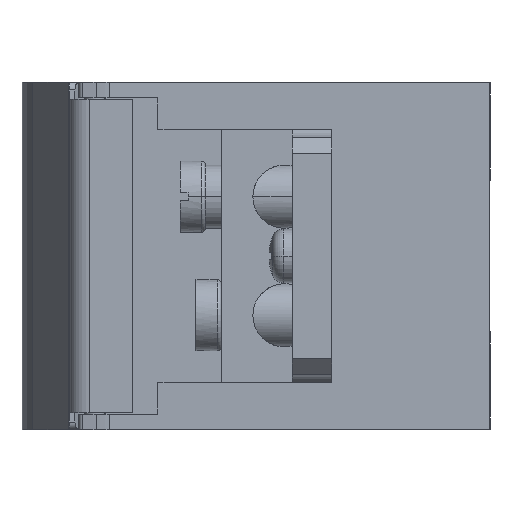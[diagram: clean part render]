
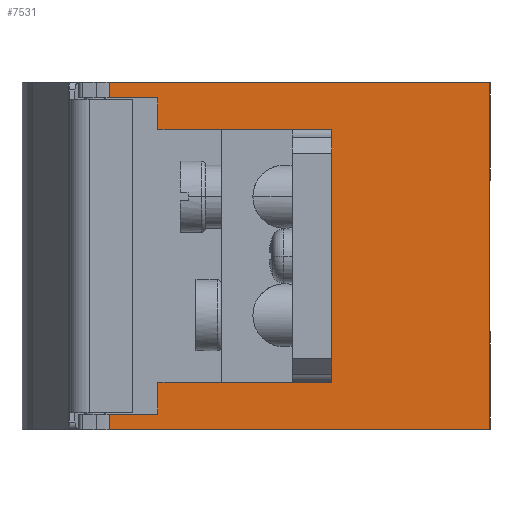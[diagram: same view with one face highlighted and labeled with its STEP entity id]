
A CAD part, left-side view. The second image highlights one B-rep face of the part: STEP entity #7531.
In plain terms, the highlighted planar face has unit normal (-1, 0, 0).
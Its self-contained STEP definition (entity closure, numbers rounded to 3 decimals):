
#1397=DIRECTION('',(0.,0.,1.));
#1398=VECTOR('',#1397,44.);
#1399=CARTESIAN_POINT('',(-21.,0.,-22.));
#1400=LINE('',#1399,#1398);
#1475=DIRECTION('',(0.,0.,1.));
#1476=VECTOR('',#1475,30.);
#1477=CARTESIAN_POINT('',(-21.,20.,-15.));
#1478=LINE('',#1477,#1476);
#1479=DIRECTION('',(0.,1.,0.));
#1480=VECTOR('',#1479,6.172);
#1481=CARTESIAN_POINT('',(-21.,42.,20.));
#1482=LINE('',#1481,#1480);
#1483=DIRECTION('',(0.,0.,1.));
#1484=VECTOR('',#1483,2.);
#1485=CARTESIAN_POINT('',(-21.,48.172,20.));
#1486=LINE('',#1485,#1484);
#1487=DIRECTION('',(0.,-1.,0.));
#1488=VECTOR('',#1487,48.172);
#1489=CARTESIAN_POINT('',(-21.,48.172,22.));
#1490=LINE('',#1489,#1488);
#1491=DIRECTION('',(0.,1.,0.));
#1492=VECTOR('',#1491,48.172);
#1493=CARTESIAN_POINT('',(-21.,0.,-22.));
#1494=LINE('',#1493,#1492);
#1495=DIRECTION('',(0.,-1.,0.));
#1496=VECTOR('',#1495,6.172);
#1497=CARTESIAN_POINT('',(-21.,48.172,-20.));
#1498=LINE('',#1497,#1496);
#1600=DIRECTION('',(0.,0.,-1.));
#1601=VECTOR('',#1600,1.);
#1602=CARTESIAN_POINT('',(-21.,20.,-15.));
#1603=LINE('',#1602,#1601);
#1616=DIRECTION('',(0.,0.,-1.));
#1617=VECTOR('',#1616,1.);
#1618=CARTESIAN_POINT('',(-21.,20.,16.));
#1619=LINE('',#1618,#1617);
#3010=DIRECTION('',(0.,1.,0.));
#3011=VECTOR('',#3010,22.);
#3012=CARTESIAN_POINT('',(-21.,20.,-16.));
#3013=LINE('',#3012,#3011);
#3014=DIRECTION('',(0.,0.,-1.));
#3015=VECTOR('',#3014,4.);
#3016=CARTESIAN_POINT('',(-21.,42.,-16.));
#3017=LINE('',#3016,#3015);
#3279=DIRECTION('',(0.,0.,-1.));
#3280=VECTOR('',#3279,2.);
#3281=CARTESIAN_POINT('',(-21.,48.172,-20.));
#3282=LINE('',#3281,#3280);
#3506=DIRECTION('',(0.,0.,-1.));
#3507=VECTOR('',#3506,4.);
#3508=CARTESIAN_POINT('',(-21.,42.,20.));
#3509=LINE('',#3508,#3507);
#3522=DIRECTION('',(0.,-1.,0.));
#3523=VECTOR('',#3522,22.);
#3524=CARTESIAN_POINT('',(-21.,42.,16.));
#3525=LINE('',#3524,#3523);
#4454=CARTESIAN_POINT('',(-21.,48.172,-22.));
#4455=VERTEX_POINT('',#4454);
#4456=CARTESIAN_POINT('',(-21.,0.,-22.));
#4457=VERTEX_POINT('',#4456);
#4510=CARTESIAN_POINT('',(-21.,48.172,-20.));
#4512=VERTEX_POINT('',#4510);
#4580=CARTESIAN_POINT('',(-21.,48.172,20.));
#4581=VERTEX_POINT('',#4580);
#4583=CARTESIAN_POINT('',(-21.,42.,20.));
#4585=VERTEX_POINT('',#4583);
#4628=CARTESIAN_POINT('',(-21.,0.,22.));
#4629=VERTEX_POINT('',#4628);
#4630=CARTESIAN_POINT('',(-21.,48.172,22.));
#4631=VERTEX_POINT('',#4630);
#4644=CARTESIAN_POINT('',(-21.,42.,-20.));
#4645=VERTEX_POINT('',#4644);
#4646=CARTESIAN_POINT('',(-21.,42.,-16.));
#4647=VERTEX_POINT('',#4646);
#4648=CARTESIAN_POINT('',(-21.,20.,-16.));
#4649=VERTEX_POINT('',#4648);
#4650=CARTESIAN_POINT('',(-21.,42.,16.));
#4651=CARTESIAN_POINT('',(-21.,20.,16.));
#4652=VERTEX_POINT('',#4650);
#4653=VERTEX_POINT('',#4651);
#5510=CARTESIAN_POINT('',(-21.,20.,-15.));
#5511=CARTESIAN_POINT('',(-21.,20.,15.));
#5512=VERTEX_POINT('',#5510);
#5513=VERTEX_POINT('',#5511);
#7499=CARTESIAN_POINT('',(-21.,24.086,0.));
#7500=DIRECTION('',(1.,0.,0.));
#7501=DIRECTION('',(0.,-1.,0.));
#7502=AXIS2_PLACEMENT_3D('',#7499,#7500,#7501);
#7503=PLANE('',#7502);
#7505=ORIENTED_EDGE('',*,*,#7504,.T.);
#7507=ORIENTED_EDGE('',*,*,#7506,.F.);
#7509=ORIENTED_EDGE('',*,*,#7508,.F.);
#7511=ORIENTED_EDGE('',*,*,#7510,.F.);
#7513=ORIENTED_EDGE('',*,*,#7512,.T.);
#7515=ORIENTED_EDGE('',*,*,#7514,.T.);
#7516=ORIENTED_EDGE('',*,*,#6040,.T.);
#7517=ORIENTED_EDGE('',*,*,#7399,.F.);
#7518=ORIENTED_EDGE('',*,*,#6214,.T.);
#7520=ORIENTED_EDGE('',*,*,#7519,.F.);
#7522=ORIENTED_EDGE('',*,*,#7521,.T.);
#7524=ORIENTED_EDGE('',*,*,#7523,.F.);
#7526=ORIENTED_EDGE('',*,*,#7525,.F.);
#7528=ORIENTED_EDGE('',*,*,#7527,.F.);
#7529=EDGE_LOOP('',(#7505,#7507,#7509,#7511,#7513,#7515,#7516,#7517,#7518,#7520,
#7522,#7524,#7526,#7528));
#7530=FACE_OUTER_BOUND('',#7529,.F.);
#6040=EDGE_CURVE('',#4631,#4629,#1490,.T.);
#6214=EDGE_CURVE('',#4457,#4455,#1494,.T.);
#7399=EDGE_CURVE('',#4457,#4629,#1400,.T.);
#7504=EDGE_CURVE('',#5512,#5513,#1478,.T.);
#7506=EDGE_CURVE('',#4653,#5513,#1619,.T.);
#7508=EDGE_CURVE('',#4652,#4653,#3525,.T.);
#7510=EDGE_CURVE('',#4585,#4652,#3509,.T.);
#7512=EDGE_CURVE('',#4585,#4581,#1482,.T.);
#7514=EDGE_CURVE('',#4581,#4631,#1486,.T.);
#7519=EDGE_CURVE('',#4512,#4455,#3282,.T.);
#7521=EDGE_CURVE('',#4512,#4645,#1498,.T.);
#7523=EDGE_CURVE('',#4647,#4645,#3017,.T.);
#7525=EDGE_CURVE('',#4649,#4647,#3013,.T.);
#7527=EDGE_CURVE('',#5512,#4649,#1603,.T.);
#7531=ADVANCED_FACE('',(#7530),#7503,.F.);
